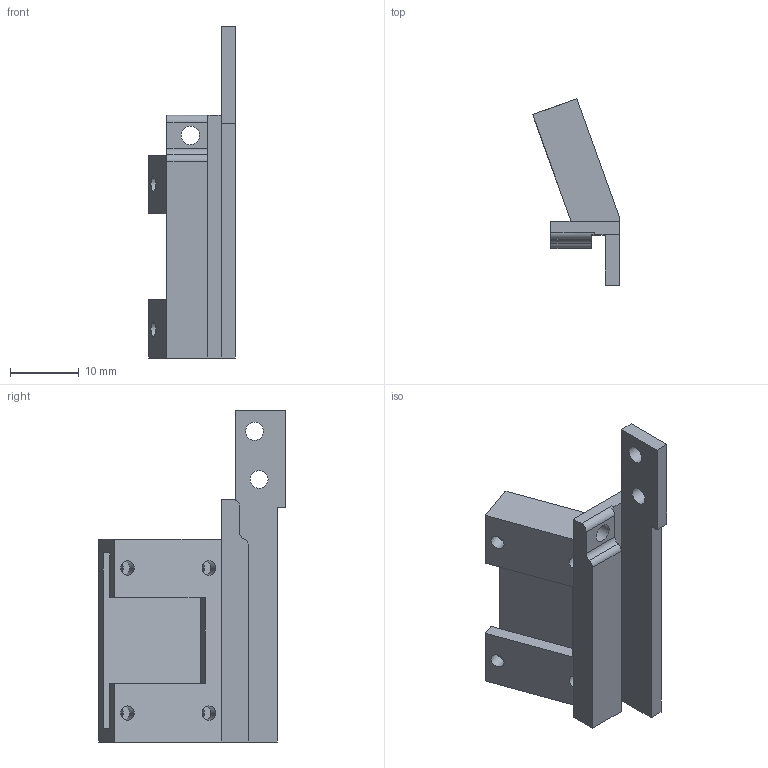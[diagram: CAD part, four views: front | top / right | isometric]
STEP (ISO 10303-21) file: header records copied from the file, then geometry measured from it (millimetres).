
FILE_DESCRIPTION(/* description */ (''),/* implementation_level */ '2;1');
FILE_NAME(/* name */ 'Soporte Cámara.stp',/* time_stamp */ '2020-08-22T21:15:45-04:00',/* author */ ('javic'),/* organization */ (''),/* preprocessor_version */ 'ST-DEVELOPER v18.1',/* originating_system */ 'Autodesk Inventor 2020',/* authorisation */ '');
FILE_SCHEMA (('AUTOMOTIVE_DESIGN { 1 0 10303 214 3 1 1 }'));
Length unit declared in the file: millimetre
Products named in the file (1): Soporte v3
Bounding box: 12.58 x 27.14 x 48.3 mm (x, y, z)
Volume: 3630 mm3; surface area: 3720 mm2
Topology: 1 solids, 1 shells, 42 faces, 125 edges, 85 vertices
Faces by surface type: plane 28, cylinder 14
Full cylindrical faces by diameter (mm): 2.1 x8, 2.6 x2, 2.7 x1
Entity records: 1509 total; most frequent: CARTESIAN_POINT 253, ORIENTED_EDGE 250, DIRECTION 246, EDGE_CURVE 125, LINE 90, VECTOR 90, VERTEX_POINT 85, AXIS2_PLACEMENT_3D 78
